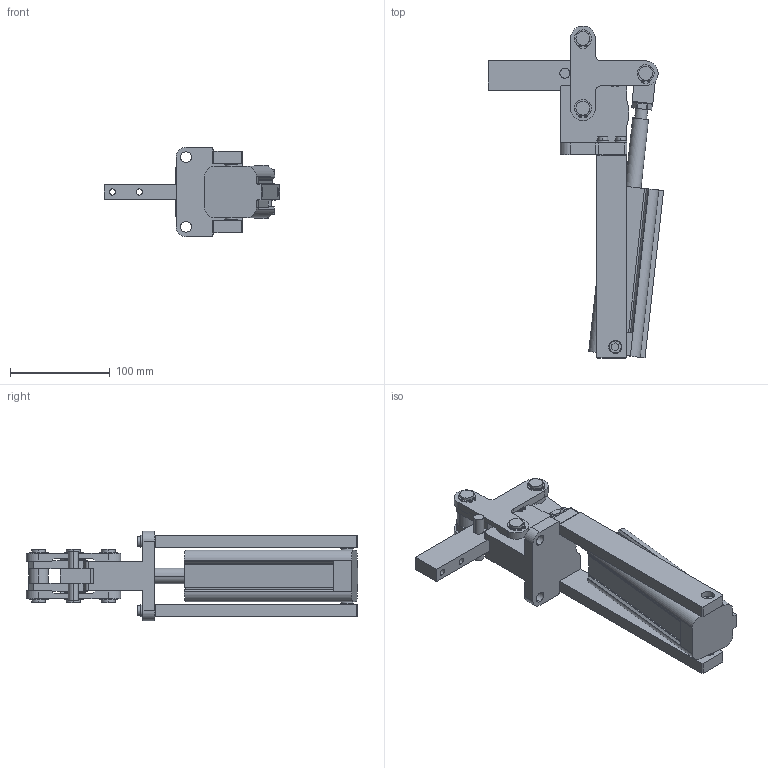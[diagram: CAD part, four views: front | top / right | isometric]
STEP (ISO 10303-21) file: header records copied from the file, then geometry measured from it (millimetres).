
FILE_DESCRIPTION((''),'2;1');
FILE_NAME('ILCP92262','2023-12-20T11:23:15',('rkuestersteffen'),(''),'CREO PARAMETRIC BY PTC INC, 2021164','CREO PARAMETRIC BY PTC INC, 2021164','');
FILE_SCHEMA(('AUTOMOTIVE_DESIGN { 1 0 10303 214 1 1 1 1 }'));
Length unit declared in the file: inch
Products named in the file (1): ILCP92262
Bounding box: 176.01 x 333.5 x 90 mm (x, y, z)
Volume: 899103.4 mm3; surface area: 174348.7 mm2
Topology: 3 solids, 6 shells, 554 faces, 1450 edges, 959 vertices
Faces by surface type: plane 291, cylinder 245, cone 10, torus 8
Entity records: 17465 total; most frequent: DIRECTION 3139, CARTESIAN_POINT 3017, ORIENTED_EDGE 2892, EDGE_CURVE 1446, AXIS2_PLACEMENT_3D 1126, VERTEX_POINT 959, VECTOR 884, LINE 884
